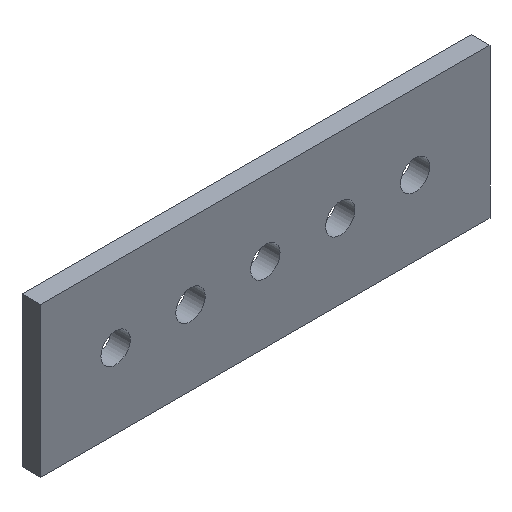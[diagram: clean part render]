
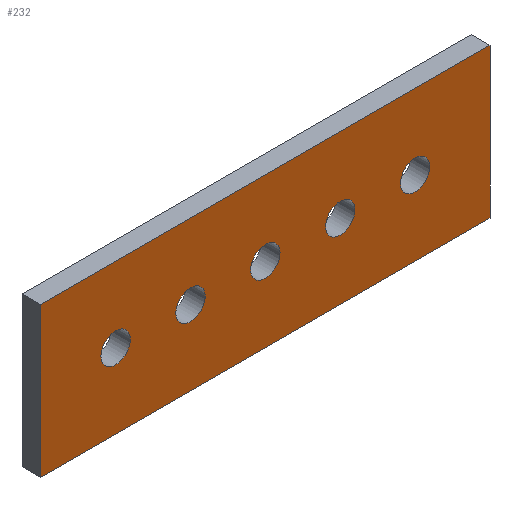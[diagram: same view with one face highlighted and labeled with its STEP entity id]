
A CAD part, isometric view. The second image highlights one B-rep face of the part: STEP entity #232.
In plain terms, the highlighted planar face has unit normal (0, -1, 0).
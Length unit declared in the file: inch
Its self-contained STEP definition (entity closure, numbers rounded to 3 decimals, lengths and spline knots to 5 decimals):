
#19=FACE_BOUND('',#57,.T.);
#20=FACE_BOUND('',#58,.T.);
#21=FACE_BOUND('',#59,.T.);
#22=FACE_BOUND('',#60,.T.);
#23=FACE_BOUND('',#61,.T.);
#29=PLANE('',#275);
#40=FACE_OUTER_BOUND('',#56,.T.);
#56=EDGE_LOOP('',(#196,#197,#198,#199));
#57=EDGE_LOOP('',(#200));
#58=EDGE_LOOP('',(#201));
#59=EDGE_LOOP('',(#202));
#60=EDGE_LOOP('',(#203));
#61=EDGE_LOOP('',(#204));
#67=LINE('',#371,#84);
#71=LINE('',#379,#88);
#74=LINE('',#385,#91);
#77=LINE('',#390,#94);
#84=VECTOR('',#315,0.3937);
#88=VECTOR('',#321,0.3937);
#91=VECTOR('',#326,0.3937);
#94=VECTOR('',#331,0.3937);
#97=CIRCLE('',#257,0.098);
#99=CIRCLE('',#260,0.098);
#101=CIRCLE('',#263,0.098);
#103=CIRCLE('',#266,0.098);
#105=CIRCLE('',#269,0.098);
#107=VERTEX_POINT('',#341);
#109=VERTEX_POINT('',#347);
#111=VERTEX_POINT('',#353);
#113=VERTEX_POINT('',#359);
#115=VERTEX_POINT('',#365);
#116=VERTEX_POINT('',#369);
#117=VERTEX_POINT('',#370);
#120=VERTEX_POINT('',#378);
#122=VERTEX_POINT('',#384);
#126=EDGE_CURVE('',#107,#107,#97,.T.);
#129=EDGE_CURVE('',#109,#109,#99,.T.);
#132=EDGE_CURVE('',#111,#111,#101,.T.);
#135=EDGE_CURVE('',#113,#113,#103,.T.);
#138=EDGE_CURVE('',#115,#115,#105,.T.);
#139=EDGE_CURVE('',#116,#117,#67,.T.);
#143=EDGE_CURVE('',#120,#116,#71,.T.);
#146=EDGE_CURVE('',#122,#120,#74,.T.);
#149=EDGE_CURVE('',#117,#122,#77,.T.);
#196=ORIENTED_EDGE('',*,*,#149,.F.);
#197=ORIENTED_EDGE('',*,*,#139,.F.);
#198=ORIENTED_EDGE('',*,*,#143,.F.);
#199=ORIENTED_EDGE('',*,*,#146,.F.);
#200=ORIENTED_EDGE('',*,*,#138,.F.);
#201=ORIENTED_EDGE('',*,*,#135,.F.);
#202=ORIENTED_EDGE('',*,*,#132,.F.);
#203=ORIENTED_EDGE('',*,*,#129,.F.);
#204=ORIENTED_EDGE('',*,*,#126,.F.);
#232=ADVANCED_FACE('',(#40,#19,#20,#21,#22,#23),#29,.F.);
#257=AXIS2_PLACEMENT_3D('',#343,#283,#284);
#260=AXIS2_PLACEMENT_3D('',#349,#290,#291);
#263=AXIS2_PLACEMENT_3D('',#355,#297,#298);
#266=AXIS2_PLACEMENT_3D('',#361,#304,#305);
#269=AXIS2_PLACEMENT_3D('',#367,#311,#312);
#275=AXIS2_PLACEMENT_3D('',#393,#335,#336);
#283=DIRECTION('center_axis',(0.,-1.,0.));
#284=DIRECTION('ref_axis',(1.,0.,0.));
#290=DIRECTION('center_axis',(0.,-1.,0.));
#291=DIRECTION('ref_axis',(1.,0.,0.));
#297=DIRECTION('center_axis',(0.,-1.,0.));
#298=DIRECTION('ref_axis',(1.,0.,0.));
#304=DIRECTION('center_axis',(0.,-1.,0.));
#305=DIRECTION('ref_axis',(1.,0.,0.));
#311=DIRECTION('center_axis',(0.,-1.,0.));
#312=DIRECTION('ref_axis',(1.,0.,0.));
#315=DIRECTION('',(1.,0.,0.));
#321=DIRECTION('',(0.,0.,1.));
#326=DIRECTION('',(-1.,0.,0.));
#331=DIRECTION('',(0.,0.,-1.));
#335=DIRECTION('center_axis',(0.,1.,0.));
#336=DIRECTION('ref_axis',(0.,0.,1.));
#341=CARTESIAN_POINT('',(0.902,0.,0.));
#343=CARTESIAN_POINT('Origin',(1.,0.,0.));
#347=CARTESIAN_POINT('',(0.402,0.,0.));
#349=CARTESIAN_POINT('Origin',(0.5,0.,0.));
#353=CARTESIAN_POINT('',(-0.098,0.,0.));
#355=CARTESIAN_POINT('Origin',(0.,0.,0.));
#359=CARTESIAN_POINT('',(-0.598,0.,0.));
#361=CARTESIAN_POINT('Origin',(-0.5,0.,0.));
#365=CARTESIAN_POINT('',(-1.098,0.,0.));
#367=CARTESIAN_POINT('Origin',(-1.,0.,0.));
#369=CARTESIAN_POINT('',(-1.5,0.,0.5));
#370=CARTESIAN_POINT('',(1.5,0.,0.5));
#371=CARTESIAN_POINT('',(-1.5,0.,0.5));
#378=CARTESIAN_POINT('',(-1.5,0.,-0.5));
#379=CARTESIAN_POINT('',(-1.5,0.,-0.5));
#384=CARTESIAN_POINT('',(1.5,0.,-0.5));
#385=CARTESIAN_POINT('',(1.5,0.,-0.5));
#390=CARTESIAN_POINT('',(1.5,0.,0.5));
#393=CARTESIAN_POINT('Origin',(0.,0.,0.));
